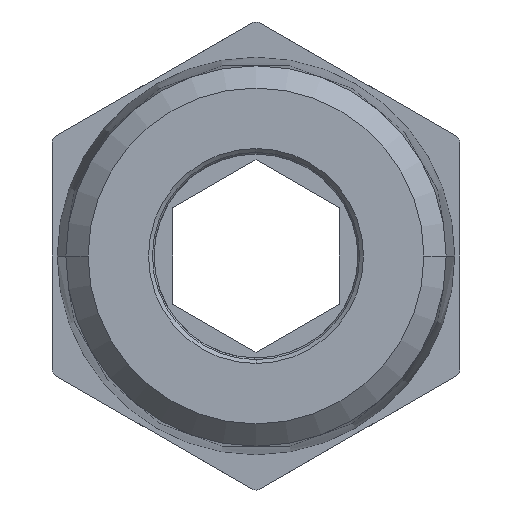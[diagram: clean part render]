
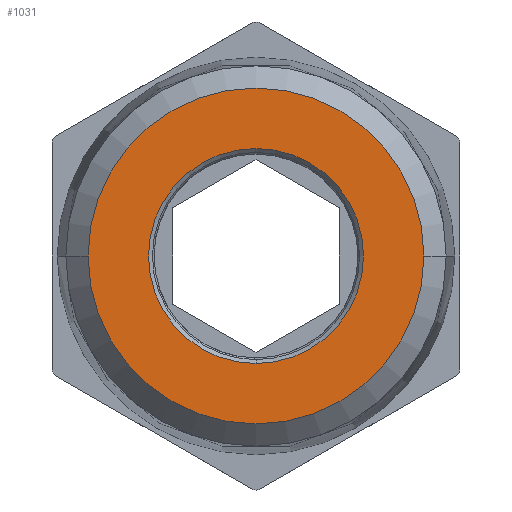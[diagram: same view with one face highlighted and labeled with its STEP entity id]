
A CAD part, front view. The second image highlights one B-rep face of the part: STEP entity #1031.
In plain terms, the highlighted planar face has unit normal (0, -1, 0).
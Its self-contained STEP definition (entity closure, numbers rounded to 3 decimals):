
#1031=ADVANCED_FACE('',(#2742,#2743),#2744,.T.);
#2742=FACE_OUTER_BOUND('',#5600,.T.);
#2743=FACE_BOUND('',#5601,.T.);
#2744=PLANE('',#5602);
#5600=EDGE_LOOP('',(#12820,#12821));
#5601=EDGE_LOOP('',(#12822,#12823));
#5602=AXIS2_PLACEMENT_3D('',#12824,#12825,#12826);
#12820=ORIENTED_EDGE('',*,*,#19230,.F.);
#12821=ORIENTED_EDGE('',*,*,#19231,.F.);
#12822=ORIENTED_EDGE('',*,*,#19232,.T.);
#12823=ORIENTED_EDGE('',*,*,#19233,.T.);
#12824=CARTESIAN_POINT('',(0.0,-16.0,0.0));
#12825=DIRECTION('',(0.0,-1.0,0.0));
#12826=DIRECTION('',(0.0,0.0,-1.0));
#19230=EDGE_CURVE('',#22534,#22535,#22536,.T.);
#19231=EDGE_CURVE('',#22535,#22534,#22537,.T.);
#19232=EDGE_CURVE('',#22538,#22539,#22540,.T.);
#19233=EDGE_CURVE('',#22539,#22538,#22541,.T.);
#22534=VERTEX_POINT('',#27680);
#22535=VERTEX_POINT('',#27681);
#22536=CIRCLE('',#27682,9.059);
#22537=CIRCLE('',#27683,9.059);
#22538=VERTEX_POINT('',#27684);
#22539=VERTEX_POINT('',#27685);
#22540=CIRCLE('',#27686,5.8);
#22541=CIRCLE('',#27687,5.8);
#27680=CARTESIAN_POINT('',(-9.059,-16.0,0.0));
#27681=CARTESIAN_POINT('',(9.059,-16.0,0.));
#27682=AXIS2_PLACEMENT_3D('',#34566,#34567,#34568);
#27683=AXIS2_PLACEMENT_3D('',#34569,#34570,#34571);
#27684=CARTESIAN_POINT('',(0.,-16.0,-5.8));
#27685=CARTESIAN_POINT('',(0.,-16.0,5.8));
#27686=AXIS2_PLACEMENT_3D('',#34572,#34573,#34574);
#27687=AXIS2_PLACEMENT_3D('',#34575,#34576,#34577);
#34566=CARTESIAN_POINT('',(0.0,-16.0,0.0));
#34567=DIRECTION('',(-0.0,1.0,0.0));
#34568=DIRECTION('',(1.0,0.0,0.0));
#34569=CARTESIAN_POINT('',(0.0,-16.0,0.0));
#34570=DIRECTION('',(-0.0,1.0,0.0));
#34571=DIRECTION('',(1.0,0.0,0.0));
#34572=CARTESIAN_POINT('',(0.,-16.0,0.0));
#34573=DIRECTION('',(0.0,1.0,0.0));
#34574=DIRECTION('',(0.0,0.0,-1.0));
#34575=CARTESIAN_POINT('',(0.,-16.0,0.0));
#34576=DIRECTION('',(0.0,1.0,0.0));
#34577=DIRECTION('',(0.0,0.0,-1.0));
